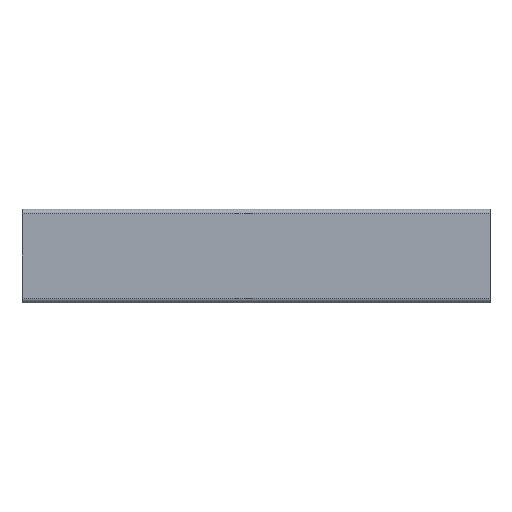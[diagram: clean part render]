
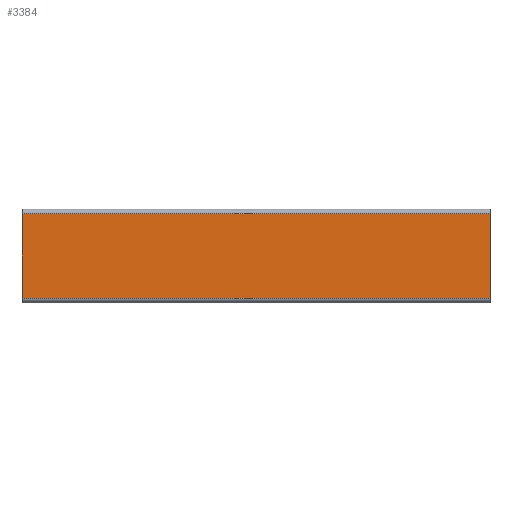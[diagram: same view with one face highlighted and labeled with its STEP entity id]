
A CAD part, left-side view. The second image highlights one B-rep face of the part: STEP entity #3384.
In plain terms, the highlighted face is planar.
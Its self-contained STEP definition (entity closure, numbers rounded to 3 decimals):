
#21 = CARTESIAN_POINT ( 'NONE',  ( 30., -27., -300. ) ) ;
#22 = PLANE ( 'NONE',  #1912 ) ;
#25 = DIRECTION ( 'NONE',  ( 1., 0., 0. ) ) ;
#26 = FACE_OUTER_BOUND ( 'NONE', #4467, .T. ) ;
#27 = DIRECTION ( 'NONE',  ( 0., 0., -1. ) ) ;
#340 = CARTESIAN_POINT ( 'NONE',  ( 30., 27., -300. ) ) ;
#345 = CARTESIAN_POINT ( 'NONE',  ( 30., 27., 0. ) ) ;
#354 = CARTESIAN_POINT ( 'NONE',  ( 30., -27., -300. ) ) ;
#356 = CARTESIAN_POINT ( 'NONE',  ( 30., -27., 0. ) ) ;
#420 = ORIENTED_EDGE ( 'NONE', *, *, #2889, .T. ) ;
#434 = ORIENTED_EDGE ( 'NONE', *, *, #2874, .F. ) ;
#444 = ORIENTED_EDGE ( 'NONE', *, *, #2935, .T. ) ;
#445 = ORIENTED_EDGE ( 'NONE', *, *, #2865, .F. ) ;
#1912 = AXIS2_PLACEMENT_3D ( 'NONE', #21, #25, #27 ) ;
#2136 = VECTOR ( 'NONE', #3539, 1000. ) ;
#2180 = VECTOR ( 'NONE', #3643, 1000. ) ;
#2185 = VECTOR ( 'NONE', #3591, 1000. ) ;
#2247 = VECTOR ( 'NONE', #3844, 1000. ) ;
#2865 = EDGE_CURVE ( 'NONE', #4514, #4511, #3556, .T. ) ;
#2874 = EDGE_CURVE ( 'NONE', #4520, #4514, #3584, .T. ) ;
#2889 = EDGE_CURVE ( 'NONE', #4508, #4511, #3640, .T. ) ;
#2935 = EDGE_CURVE ( 'NONE', #4520, #4508, #3857, .T. ) ;
#3384 = ADVANCED_FACE ( 'NONE', ( #26 ), #22, .T. ) ;
#3539 = DIRECTION ( 'NONE',  ( 0., 1., 0. ) ) ;
#3556 = LINE ( 'NONE', #3557, #2136 ) ;
#3557 = CARTESIAN_POINT ( 'NONE',  ( 30., -27., 0. ) ) ;
#3584 = LINE ( 'NONE', #3585, #2185 ) ;
#3585 = CARTESIAN_POINT ( 'NONE',  ( 30., -27., -300. ) ) ;
#3591 = DIRECTION ( 'NONE',  ( 0., 0., 1. ) ) ;
#3640 = LINE ( 'NONE', #3664, #2180 ) ;
#3643 = DIRECTION ( 'NONE',  ( 0., 0., 1. ) ) ;
#3664 = CARTESIAN_POINT ( 'NONE',  ( 30., 27., -300. ) ) ;
#3844 = DIRECTION ( 'NONE',  ( 0., 1., 0. ) ) ;
#3857 = LINE ( 'NONE', #3860, #2247 ) ;
#3860 = CARTESIAN_POINT ( 'NONE',  ( 30., -27., -300. ) ) ;
#4467 = EDGE_LOOP ( 'NONE', ( #445, #434, #444, #420 ) ) ;
#4508 = VERTEX_POINT ( 'NONE', #340 ) ;
#4511 = VERTEX_POINT ( 'NONE', #345 ) ;
#4514 = VERTEX_POINT ( 'NONE', #356 ) ;
#4520 = VERTEX_POINT ( 'NONE', #354 ) ;
